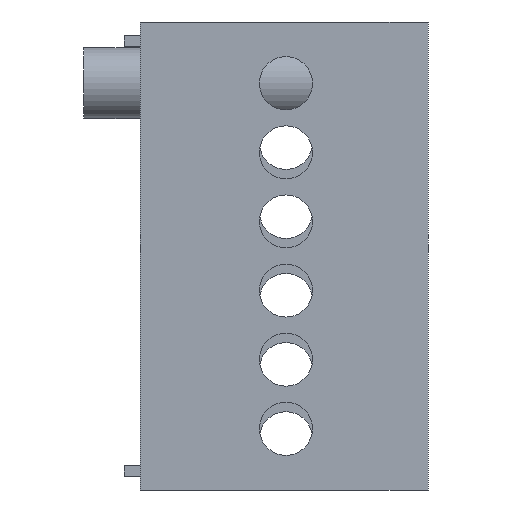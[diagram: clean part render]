
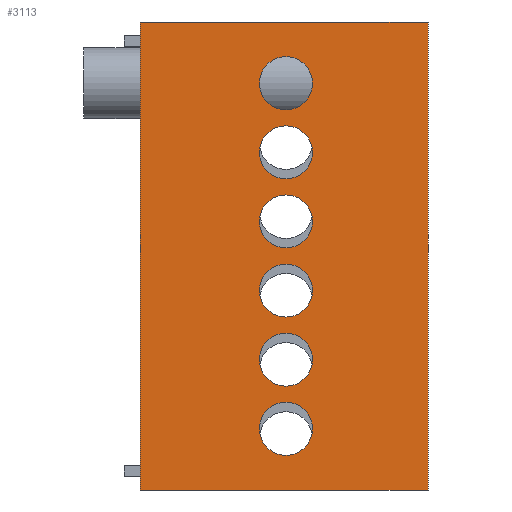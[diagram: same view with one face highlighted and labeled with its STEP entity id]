
A CAD part, left-side view. The second image highlights one B-rep face of the part: STEP entity #3113.
In plain terms, the highlighted planar face has unit normal (-1, 0, 0).
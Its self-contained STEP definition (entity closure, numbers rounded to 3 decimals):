
#2263 = VERTEX_POINT('',#2264);
#2264 = CARTESIAN_POINT('',(-1.8,17.45,-1.8));
#2270 = EDGE_CURVE('',#2263,#2271,#2273,.T.);
#2271 = VERTEX_POINT('',#2272);
#2272 = CARTESIAN_POINT('',(-1.8,17.45,32.6));
#2273 = LINE('',#2274,#2275);
#2274 = CARTESIAN_POINT('',(-1.8,17.45,-1.8));
#2275 = VECTOR('',#2276,1.);
#2276 = DIRECTION('',(0.,0.,1.));
#2490 = VERTEX_POINT('',#2491);
#2491 = CARTESIAN_POINT('',(-1.8,6.75,14.81));
#2497 = EDGE_CURVE('',#2490,#2490,#2498,.T.);
#2498 = CIRCLE('',#2499,1.95);
#2499 = AXIS2_PLACEMENT_3D('',#2500,#2501,#2502);
#2500 = CARTESIAN_POINT('',(-1.8,6.75,12.86));
#2501 = DIRECTION('',(1.,-0.,0.));
#2502 = DIRECTION('',(0.,0.,-1.));
#2523 = VERTEX_POINT('',#2524);
#2524 = CARTESIAN_POINT('',(-1.8,6.75,30.05));
#2530 = EDGE_CURVE('',#2523,#2523,#2531,.T.);
#2531 = CIRCLE('',#2532,1.95);
#2532 = AXIS2_PLACEMENT_3D('',#2533,#2534,#2535);
#2533 = CARTESIAN_POINT('',(-1.8,6.75,28.1));
#2534 = DIRECTION('',(1.,-0.,0.));
#2535 = DIRECTION('',(0.,0.,-1.));
#2556 = VERTEX_POINT('',#2557);
#2557 = CARTESIAN_POINT('',(-1.8,6.75,9.73));
#2563 = EDGE_CURVE('',#2556,#2556,#2564,.T.);
#2564 = CIRCLE('',#2565,1.95);
#2565 = AXIS2_PLACEMENT_3D('',#2566,#2567,#2568);
#2566 = CARTESIAN_POINT('',(-1.8,6.75,7.78));
#2567 = DIRECTION('',(1.,-0.,0.));
#2568 = DIRECTION('',(0.,0.,-1.));
#2589 = VERTEX_POINT('',#2590);
#2590 = CARTESIAN_POINT('',(-1.8,6.75,19.89));
#2596 = EDGE_CURVE('',#2589,#2589,#2597,.T.);
#2597 = CIRCLE('',#2598,1.95);
#2598 = AXIS2_PLACEMENT_3D('',#2599,#2600,#2601);
#2599 = CARTESIAN_POINT('',(-1.8,6.75,17.94));
#2600 = DIRECTION('',(1.,-0.,0.));
#2601 = DIRECTION('',(0.,0.,-1.));
#2622 = VERTEX_POINT('',#2623);
#2623 = CARTESIAN_POINT('',(-1.8,6.75,24.97));
#2629 = EDGE_CURVE('',#2622,#2622,#2630,.T.);
#2630 = CIRCLE('',#2631,1.95);
#2631 = AXIS2_PLACEMENT_3D('',#2632,#2633,#2634);
#2632 = CARTESIAN_POINT('',(-1.8,6.75,23.02));
#2633 = DIRECTION('',(1.,-0.,0.));
#2634 = DIRECTION('',(0.,0.,-1.));
#2655 = VERTEX_POINT('',#2656);
#2656 = CARTESIAN_POINT('',(-1.8,6.75,4.65));
#2662 = EDGE_CURVE('',#2655,#2655,#2663,.T.);
#2663 = CIRCLE('',#2664,1.95);
#2664 = AXIS2_PLACEMENT_3D('',#2665,#2666,#2667);
#2665 = CARTESIAN_POINT('',(-1.8,6.75,2.7));
#2666 = DIRECTION('',(1.,-0.,0.));
#2667 = DIRECTION('',(0.,0.,-1.));
#3113 = ADVANCED_FACE('',(#3114,#3139,#3142,#3145,#3148,#3151,#3154),
  #3157,.T.);
#3114 = FACE_BOUND('',#3115,.T.);
#3115 = EDGE_LOOP('',(#3116,#3124,#3132,#3138));
#3116 = ORIENTED_EDGE('',*,*,#3117,.F.);
#3117 = EDGE_CURVE('',#3118,#2263,#3120,.T.);
#3118 = VERTEX_POINT('',#3119);
#3119 = CARTESIAN_POINT('',(-1.8,-3.7,-1.8));
#3120 = LINE('',#3121,#3122);
#3121 = CARTESIAN_POINT('',(-1.8,-1.7,-1.8));
#3122 = VECTOR('',#3123,1.);
#3123 = DIRECTION('',(0.,1.,0.));
#3124 = ORIENTED_EDGE('',*,*,#3125,.F.);
#3125 = EDGE_CURVE('',#3126,#3118,#3128,.T.);
#3126 = VERTEX_POINT('',#3127);
#3127 = CARTESIAN_POINT('',(-1.8,-3.7,32.6));
#3128 = LINE('',#3129,#3130);
#3129 = CARTESIAN_POINT('',(-1.8,-3.7,-1.8));
#3130 = VECTOR('',#3131,1.);
#3131 = DIRECTION('',(0.,0.,-1.));
#3132 = ORIENTED_EDGE('',*,*,#3133,.T.);
#3133 = EDGE_CURVE('',#3126,#2271,#3134,.T.);
#3134 = LINE('',#3135,#3136);
#3135 = CARTESIAN_POINT('',(-1.8,-1.7,32.6));
#3136 = VECTOR('',#3137,1.);
#3137 = DIRECTION('',(0.,1.,0.));
#3138 = ORIENTED_EDGE('',*,*,#2270,.F.);
#3139 = FACE_BOUND('',#3140,.T.);
#3140 = EDGE_LOOP('',(#3141));
#3141 = ORIENTED_EDGE('',*,*,#2662,.T.);
#3142 = FACE_BOUND('',#3143,.T.);
#3143 = EDGE_LOOP('',(#3144));
#3144 = ORIENTED_EDGE('',*,*,#2629,.T.);
#3145 = FACE_BOUND('',#3146,.T.);
#3146 = EDGE_LOOP('',(#3147));
#3147 = ORIENTED_EDGE('',*,*,#2596,.T.);
#3148 = FACE_BOUND('',#3149,.T.);
#3149 = EDGE_LOOP('',(#3150));
#3150 = ORIENTED_EDGE('',*,*,#2563,.T.);
#3151 = FACE_BOUND('',#3152,.T.);
#3152 = EDGE_LOOP('',(#3153));
#3153 = ORIENTED_EDGE('',*,*,#2530,.T.);
#3154 = FACE_BOUND('',#3155,.T.);
#3155 = EDGE_LOOP('',(#3156));
#3156 = ORIENTED_EDGE('',*,*,#2497,.T.);
#3157 = PLANE('',#3158);
#3158 = AXIS2_PLACEMENT_3D('',#3159,#3160,#3161);
#3159 = CARTESIAN_POINT('',(-1.8,-1.7,-1.8));
#3160 = DIRECTION('',(-1.,0.,0.));
#3161 = DIRECTION('',(0.,0.,1.));
